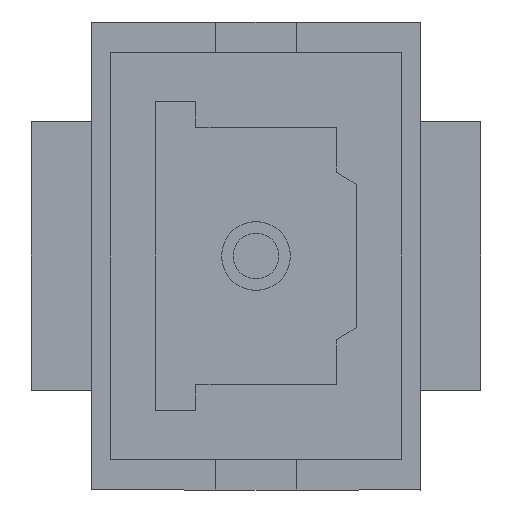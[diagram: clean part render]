
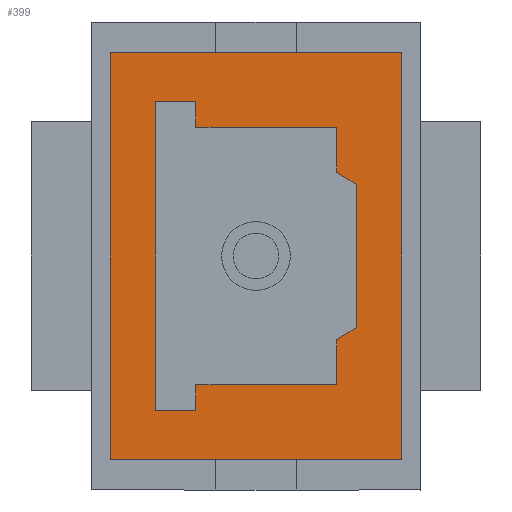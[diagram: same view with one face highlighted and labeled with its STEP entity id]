
A CAD part, left-side view. The second image highlights one B-rep face of the part: STEP entity #399.
In plain terms, the highlighted planar face has unit normal (-1, 0, 0).
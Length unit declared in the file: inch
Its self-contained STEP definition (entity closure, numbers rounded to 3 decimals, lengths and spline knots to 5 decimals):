
#393 = ORIENTED_EDGE ( 'NONE', *, *, #498, .F. ) ;
#399 = ADVANCED_FACE ( 'NONE', ( #1290, #1289 ), #1288, .F. ) ;
#400 = EDGE_LOOP ( 'NONE', ( #403, #393, #427, #420 ) ) ;
#401 = VERTEX_POINT ( 'NONE', #1283 ) ;
#403 = ORIENTED_EDGE ( 'NONE', *, *, #405, .F. ) ;
#404 = VERTEX_POINT ( 'NONE', #1278 ) ;
#405 = EDGE_CURVE ( 'NONE', #404, #401, #1277, .T. ) ;
#410 = VERTEX_POINT ( 'NONE', #1325 ) ;
#411 = EDGE_CURVE ( 'NONE', #410, #440, #1324, .T. ) ;
#412 = EDGE_CURVE ( 'NONE', #432, #441, #1320, .T. ) ;
#413 = EDGE_CURVE ( 'NONE', #440, #439, #1316, .T. ) ;
#414 = ORIENTED_EDGE ( 'NONE', *, *, #437, .T. ) ;
#415 = VERTEX_POINT ( 'NONE', #1312 ) ;
#416 = EDGE_CURVE ( 'NONE', #415, #417, #1311, .T. ) ;
#417 = VERTEX_POINT ( 'NONE', #1307 ) ;
#418 = VERTEX_POINT ( 'NONE', #1306 ) ;
#419 = ORIENTED_EDGE ( 'NONE', *, *, #446, .T. ) ;
#420 = ORIENTED_EDGE ( 'NONE', *, *, #449, .F. ) ;
#421 = VERTEX_POINT ( 'NONE', #1305 ) ;
#422 = EDGE_CURVE ( 'NONE', #421, #436, #1368, .T. ) ;
#423 = EDGE_CURVE ( 'NONE', #436, #432, #1364, .T. ) ;
#424 = ORIENTED_EDGE ( 'NONE', *, *, #412, .T. ) ;
#425 = ORIENTED_EDGE ( 'NONE', *, *, #445, .T. ) ;
#426 = VERTEX_POINT ( 'NONE', #1360 ) ;
#427 = ORIENTED_EDGE ( 'NONE', *, *, #428, .F. ) ;
#428 = EDGE_CURVE ( 'NONE', #430, #429, #1359, .T. ) ;
#429 = VERTEX_POINT ( 'NONE', #1355 ) ;
#430 = VERTEX_POINT ( 'NONE', #1354 ) ;
#431 = ORIENTED_EDGE ( 'NONE', *, *, #423, .T. ) ;
#432 = VERTEX_POINT ( 'NONE', #1353 ) ;
#433 = ORIENTED_EDGE ( 'NONE', *, *, #434, .T. ) ;
#434 = EDGE_CURVE ( 'NONE', #417, #418, #1352, .T. ) ;
#435 = ORIENTED_EDGE ( 'NONE', *, *, #422, .T. ) ;
#436 = VERTEX_POINT ( 'NONE', #1348 ) ;
#437 = EDGE_CURVE ( 'NONE', #439, #415, #1347, .T. ) ;
#438 = ORIENTED_EDGE ( 'NONE', *, *, #416, .T. ) ;
#439 = VERTEX_POINT ( 'NONE', #1343 ) ;
#440 = VERTEX_POINT ( 'NONE', #1342 ) ;
#441 = VERTEX_POINT ( 'NONE', #1341 ) ;
#442 = EDGE_CURVE ( 'NONE', #448, #410, #1340, .T. ) ;
#443 = EDGE_CURVE ( 'NONE', #426, #448, #1399, .T. ) ;
#444 = ORIENTED_EDGE ( 'NONE', *, *, #442, .T. ) ;
#445 = EDGE_CURVE ( 'NONE', #441, #426, #1395, .T. ) ;
#446 = EDGE_CURVE ( 'NONE', #418, #421, #1391, .T. ) ;
#447 = ORIENTED_EDGE ( 'NONE', *, *, #443, .T. ) ;
#448 = VERTEX_POINT ( 'NONE', #1387 ) ;
#449 = EDGE_CURVE ( 'NONE', #401, #430, #1386, .T. ) ;
#450 = EDGE_LOOP ( 'NONE', ( #499, #451, #414, #438, #433, #419, #435, #431, #424, #425, #447, #444 ) ) ;
#451 = ORIENTED_EDGE ( 'NONE', *, *, #413, .T. ) ;
#498 = EDGE_CURVE ( 'NONE', #429, #404, #1497, .T. ) ;
#499 = ORIENTED_EDGE ( 'NONE', *, *, #411, .T. ) ;
#1274 = DIRECTION ( 'NONE',  ( 0., 0., 1. ) ) ;
#1275 = VECTOR ( 'NONE', #1274, 39.37008 ) ;
#1276 = CARTESIAN_POINT ( 'NONE',  ( -0.5115, 0.1275, -0.1775 ) ) ;
#1277 = LINE ( 'NONE', #1276, #1275 ) ;
#1278 = CARTESIAN_POINT ( 'NONE',  ( -0.5115, 0.1275, -0.1775 ) ) ;
#1283 = CARTESIAN_POINT ( 'NONE',  ( -0.5115, 0.1275, 0.1775 ) ) ;
#1284 = DIRECTION ( 'NONE',  ( 0., 0., -1. ) ) ;
#1285 = DIRECTION ( 'NONE',  ( 1., 0., 0. ) ) ;
#1286 = CARTESIAN_POINT ( 'NONE',  ( -0.5115, 0.1435, 0.2045 ) ) ;
#1287 = AXIS2_PLACEMENT_3D ( 'NONE', #1286, #1285, #1284 ) ;
#1288 = PLANE ( 'NONE',  #1287 ) ;
#1289 = FACE_BOUND ( 'NONE', #450, .T. ) ;
#1290 = FACE_OUTER_BOUND ( 'NONE', #400, .T. ) ;
#1305 = CARTESIAN_POINT ( 'NONE',  ( -0.5115, -0.0705, 0.07333 ) ) ;
#1306 = CARTESIAN_POINT ( 'NONE',  ( -0.5115, -0.0705, 0.1125 ) ) ;
#1307 = CARTESIAN_POINT ( 'NONE',  ( -0.5115, 0.0525, 0.1125 ) ) ;
#1308 = DIRECTION ( 'NONE',  ( 0., 0., -1. ) ) ;
#1309 = VECTOR ( 'NONE', #1308, 39.37008 ) ;
#1310 = CARTESIAN_POINT ( 'NONE',  ( -0.5115, 0.0525, 0.135 ) ) ;
#1311 = LINE ( 'NONE', #1310, #1309 ) ;
#1312 = CARTESIAN_POINT ( 'NONE',  ( -0.5115, 0.0525, 0.135 ) ) ;
#1313 = DIRECTION ( 'NONE',  ( 0., 0., 1. ) ) ;
#1314 = VECTOR ( 'NONE', #1313, 39.37008 ) ;
#1315 = CARTESIAN_POINT ( 'NONE',  ( -0.5115, 0.0875, 0.135 ) ) ;
#1316 = LINE ( 'NONE', #1315, #1314 ) ;
#1317 = DIRECTION ( 'NONE',  ( 0., 0.843, -0.537 ) ) ;
#1318 = VECTOR ( 'NONE', #1317, 39.37008 ) ;
#1319 = CARTESIAN_POINT ( 'NONE',  ( -0.5115, -0.0705, -0.07333 ) ) ;
#1320 = LINE ( 'NONE', #1319, #1318 ) ;
#1321 = DIRECTION ( 'NONE',  ( 0., 1., 0. ) ) ;
#1322 = VECTOR ( 'NONE', #1321, 39.37008 ) ;
#1323 = CARTESIAN_POINT ( 'NONE',  ( -0.5115, 0.0875, -0.135 ) ) ;
#1324 = LINE ( 'NONE', #1323, #1322 ) ;
#1325 = CARTESIAN_POINT ( 'NONE',  ( -0.5115, 0.0525, -0.135 ) ) ;
#1337 = DIRECTION ( 'NONE',  ( 0., 0., -1. ) ) ;
#1338 = VECTOR ( 'NONE', #1337, 39.37008 ) ;
#1339 = CARTESIAN_POINT ( 'NONE',  ( -0.5115, 0.0525, -0.135 ) ) ;
#1340 = LINE ( 'NONE', #1339, #1338 ) ;
#1341 = CARTESIAN_POINT ( 'NONE',  ( -0.5115, -0.0705, -0.07333 ) ) ;
#1342 = CARTESIAN_POINT ( 'NONE',  ( -0.5115, 0.0875, -0.135 ) ) ;
#1343 = CARTESIAN_POINT ( 'NONE',  ( -0.5115, 0.0875, 0.135 ) ) ;
#1344 = DIRECTION ( 'NONE',  ( 0., -1., 0. ) ) ;
#1345 = VECTOR ( 'NONE', #1344, 39.37008 ) ;
#1346 = CARTESIAN_POINT ( 'NONE',  ( -0.5115, 0.0875, 0.135 ) ) ;
#1347 = LINE ( 'NONE', #1346, #1345 ) ;
#1348 = CARTESIAN_POINT ( 'NONE',  ( -0.5115, -0.0875, 0.0625 ) ) ;
#1349 = DIRECTION ( 'NONE',  ( 0., -1., 0. ) ) ;
#1350 = VECTOR ( 'NONE', #1349, 39.37008 ) ;
#1351 = CARTESIAN_POINT ( 'NONE',  ( -0.5115, 0.0525, 0.1125 ) ) ;
#1352 = LINE ( 'NONE', #1351, #1350 ) ;
#1353 = CARTESIAN_POINT ( 'NONE',  ( -0.5115, -0.0875, -0.0625 ) ) ;
#1354 = CARTESIAN_POINT ( 'NONE',  ( -0.5115, -0.1275, 0.1775 ) ) ;
#1355 = CARTESIAN_POINT ( 'NONE',  ( -0.5115, -0.1275, -0.1775 ) ) ;
#1356 = DIRECTION ( 'NONE',  ( 0., 0., -1. ) ) ;
#1357 = VECTOR ( 'NONE', #1356, 39.37008 ) ;
#1358 = CARTESIAN_POINT ( 'NONE',  ( -0.5115, -0.1275, -0.1775 ) ) ;
#1359 = LINE ( 'NONE', #1358, #1357 ) ;
#1360 = CARTESIAN_POINT ( 'NONE',  ( -0.5115, -0.0705, -0.1125 ) ) ;
#1361 = DIRECTION ( 'NONE',  ( 0., 0., -1. ) ) ;
#1362 = VECTOR ( 'NONE', #1361, 39.37008 ) ;
#1363 = CARTESIAN_POINT ( 'NONE',  ( -0.5115, -0.0875, -0.0625 ) ) ;
#1364 = LINE ( 'NONE', #1363, #1362 ) ;
#1365 = DIRECTION ( 'NONE',  ( 0., -0.843, -0.537 ) ) ;
#1366 = VECTOR ( 'NONE', #1365, 39.37008 ) ;
#1367 = CARTESIAN_POINT ( 'NONE',  ( -0.5115, -0.0705, 0.07333 ) ) ;
#1368 = LINE ( 'NONE', #1367, #1366 ) ;
#1383 = DIRECTION ( 'NONE',  ( 0., -1., 0. ) ) ;
#1384 = VECTOR ( 'NONE', #1383, 39.37008 ) ;
#1385 = CARTESIAN_POINT ( 'NONE',  ( -0.5115, 0.1275, 0.1775 ) ) ;
#1386 = LINE ( 'NONE', #1385, #1384 ) ;
#1387 = CARTESIAN_POINT ( 'NONE',  ( -0.5115, 0.0525, -0.1125 ) ) ;
#1388 = DIRECTION ( 'NONE',  ( 0., 0., -1. ) ) ;
#1389 = VECTOR ( 'NONE', #1388, 39.37008 ) ;
#1390 = CARTESIAN_POINT ( 'NONE',  ( -0.5115, -0.0705, 0.1125 ) ) ;
#1391 = LINE ( 'NONE', #1390, #1389 ) ;
#1392 = DIRECTION ( 'NONE',  ( 0., 0., -1. ) ) ;
#1393 = VECTOR ( 'NONE', #1392, 39.37008 ) ;
#1394 = CARTESIAN_POINT ( 'NONE',  ( -0.5115, -0.0705, -0.1125 ) ) ;
#1395 = LINE ( 'NONE', #1394, #1393 ) ;
#1396 = DIRECTION ( 'NONE',  ( 0., 1., 0. ) ) ;
#1397 = VECTOR ( 'NONE', #1396, 39.37008 ) ;
#1398 = CARTESIAN_POINT ( 'NONE',  ( -0.5115, 0.0525, -0.1125 ) ) ;
#1399 = LINE ( 'NONE', #1398, #1397 ) ;
#1494 = DIRECTION ( 'NONE',  ( 0., 1., 0. ) ) ;
#1495 = VECTOR ( 'NONE', #1494, 39.37008 ) ;
#1496 = CARTESIAN_POINT ( 'NONE',  ( -0.5115, 0.1275, -0.1775 ) ) ;
#1497 = LINE ( 'NONE', #1496, #1495 ) ;
